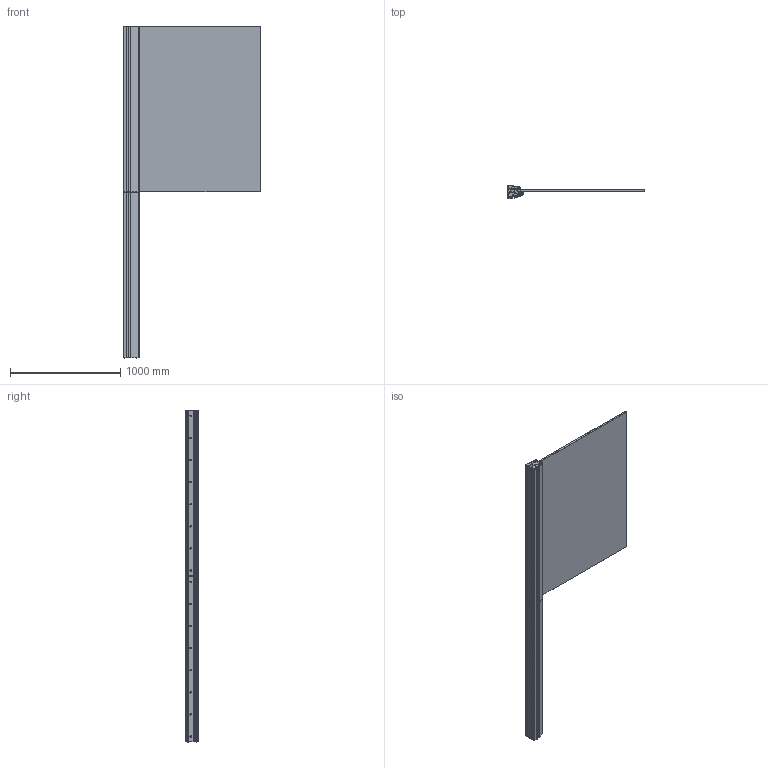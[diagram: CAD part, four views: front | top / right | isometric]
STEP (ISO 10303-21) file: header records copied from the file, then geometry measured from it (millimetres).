
FILE_DESCRIPTION (( 'STEP AP214' ), '1' );
FILE_NAME ('AL_PR7-1500-N-E-SET1.STEP', '2024-07-31T11:37:18', ( '' ), ( '' ), 'SwSTEP 2.0', 'SolidWorks 2019', '' );
FILE_SCHEMA (( 'AUTOMOTIVE_DESIGN' ));
Length unit declared in the file: millimetre
Products named in the file (16): AL_PR7-1500-N-E; AL_PR7-5-N-E; zostava-skrutka-klin_skupina; DIN 913_SKRUTKA M 6X35; A19_23x24-LED-PVC-Zaklap.difuzor-1500; A19_PR7-3-017-03.0_Default sklo16,76; DIN 934_MATICA M 6; AL_PR7-1500-N-E-SET1; GS_16,76-120x150-2G_16,76; AL_PR7-3-1500-N-E; A19_PR7-1
Assembly tree (36 placements, depth 3):
  AL_PR7-1500-N-E-SET1
    AL_PR7-1500-N-E
    A19_23x24-LED-PVC-Zaklap.difuzor-1500
    A19_PR7-3-017-03.0_Default sklo16,76  x2
    GS_16,76-120x150-2G_16,76
    AL_PR7-3-1500-N-E  x2
    A19_PR7-1
    DIN 934_MATICA M 6
    DIN 913_SKRUTKA M 6X35
    zostava-skrutka-klin_skupina
      A19_PR7-1
      DIN 934_MATICA M 6
      DIN 913_SKRUTKA M 6X35
    zostava-skrutka-klin_skupina
      A19_PR7-1
      DIN 934_MATICA M 6
      DIN 913_SKRUTKA M 6X35
    zostava-skrutka-klin_skupina
      A19_PR7-1
      DIN 934_MATICA M 6
      DIN 913_SKRUTKA M 6X35
    zostava-skrutka-klin_skupina
      A19_PR7-1
      DIN 934_MATICA M 6
      DIN 913_SKRUTKA M 6X35
    zostava-skrutka-klin_skupina
      A19_PR7-1
      DIN 934_MATICA M 6
      DIN 913_SKRUTKA M 6X35
    zostava-skrutka-klin_skupina
      A19_PR7-1
      DIN 934_MATICA M 6
      DIN 913_SKRUTKA M 6X35
    AL_PR7-5-N-E  x2
Bounding box: 1238.75 x 113.5 x 3006 mm (x, y, z)
Volume: 44602837 mm3; surface area: 13308124.9 mm2
Topology: 34 solids, 34 shells, 6007 faces, 16928 edges, 10958 vertices
Faces by surface type: plane 3483, cylinder 1670, bspline 714, cone 140
Entity records: 131649 total; most frequent: CARTESIAN_POINT 77062, ORIENTED_EDGE 12088, DIRECTION 10554, EDGE_CURVE 6044, VERTEX_POINT 3976, VECTOR 3770, LINE 3770, AXIS2_PLACEMENT_3D 3392
